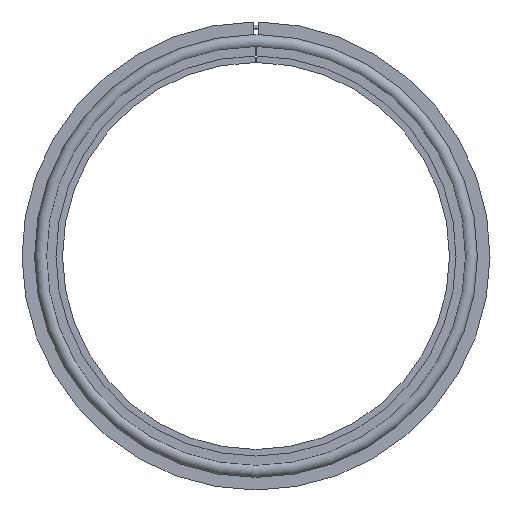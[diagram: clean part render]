
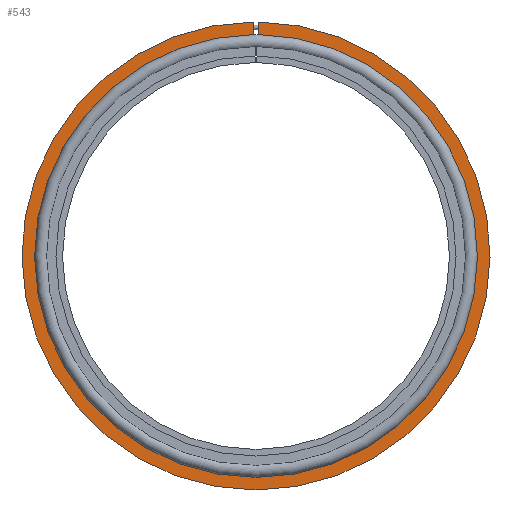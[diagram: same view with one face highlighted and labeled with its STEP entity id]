
A CAD part, left-side view. The second image highlights one B-rep face of the part: STEP entity #543.
In plain terms, the highlighted planar face has unit normal (-1, 0, 0).
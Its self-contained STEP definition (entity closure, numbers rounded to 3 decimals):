
#83 = EDGE_CURVE ( 'NONE', #117, #425, #478, .T. ) ;
#117 = VERTEX_POINT ( 'NONE', #376 ) ;
#173 = DIRECTION ( 'NONE',  ( 0., 0., 1. ) ) ;
#229 = CARTESIAN_POINT ( 'NONE',  ( -5.95, 0., 0. ) ) ;
#248 = EDGE_CURVE ( 'NONE', #779, #646, #715, .T. ) ;
#297 = ORIENTED_EDGE ( 'NONE', *, *, #523, .F. ) ;
#368 = CARTESIAN_POINT ( 'NONE',  ( -5.95, 1., 0. ) ) ;
#374 = EDGE_LOOP ( 'NONE', ( #669, #413, #297, #468 ) ) ;
#376 = CARTESIAN_POINT ( 'NONE',  ( -5.95, -1., 84.688 ) ) ;
#388 = CARTESIAN_POINT ( 'NONE',  ( -5.95, 0., 0. ) ) ;
#403 = DIRECTION ( 'NONE',  ( 0., 0., -1. ) ) ;
#413 = ORIENTED_EDGE ( 'NONE', *, *, #248, .F. ) ;
#414 = CARTESIAN_POINT ( 'NONE',  ( -5.95, -1., 0. ) ) ;
#425 = VERTEX_POINT ( 'NONE', #587 ) ;
#468 = ORIENTED_EDGE ( 'NONE', *, *, #83, .T. ) ;
#474 = FACE_OUTER_BOUND ( 'NONE', #374, .T. ) ;
#478 = CIRCLE ( 'NONE', #789, 84.694 ) ;
#483 = DIRECTION ( 'NONE',  ( 0., 0., 1. ) ) ;
#496 = CARTESIAN_POINT ( 'NONE',  ( -5.95, 89.5, 0. ) ) ;
#523 = EDGE_CURVE ( 'NONE', #117, #779, #524, .T. ) ;
#524 = LINE ( 'NONE', #414, #864 ) ;
#538 = DIRECTION ( 'NONE',  ( 0., 0., -1. ) ) ;
#543 = ADVANCED_FACE ( 'NONE', ( #474 ), #569, .T. ) ;
#569 = PLANE ( 'NONE',  #980 ) ;
#587 = CARTESIAN_POINT ( 'NONE',  ( -5.95, 1., 84.688 ) ) ;
#590 = LINE ( 'NONE', #368, #977 ) ;
#646 = VERTEX_POINT ( 'NONE', #898 ) ;
#669 = ORIENTED_EDGE ( 'NONE', *, *, #947, .F. ) ;
#711 = DIRECTION ( 'NONE',  ( 0., 0., -1. ) ) ;
#715 = CIRCLE ( 'NONE', #938, 89.5 ) ;
#779 = VERTEX_POINT ( 'NONE', #845 ) ;
#784 = DIRECTION ( 'NONE',  ( 1., 0., 0. ) ) ;
#789 = AXIS2_PLACEMENT_3D ( 'NONE', #388, #852, #538 ) ;
#809 = DIRECTION ( 'NONE',  ( -1., 0., 0. ) ) ;
#845 = CARTESIAN_POINT ( 'NONE',  ( -5.95, -1., 89.494 ) ) ;
#852 = DIRECTION ( 'NONE',  ( 1., 0., 0. ) ) ;
#864 = VECTOR ( 'NONE', #483, 1000. ) ;
#898 = CARTESIAN_POINT ( 'NONE',  ( -5.95, 1., 89.494 ) ) ;
#938 = AXIS2_PLACEMENT_3D ( 'NONE', #229, #784, #403 ) ;
#947 = EDGE_CURVE ( 'NONE', #646, #425, #590, .T. ) ;
#977 = VECTOR ( 'NONE', #711, 1000. ) ;
#980 = AXIS2_PLACEMENT_3D ( 'NONE', #496, #809, #173 ) ;
